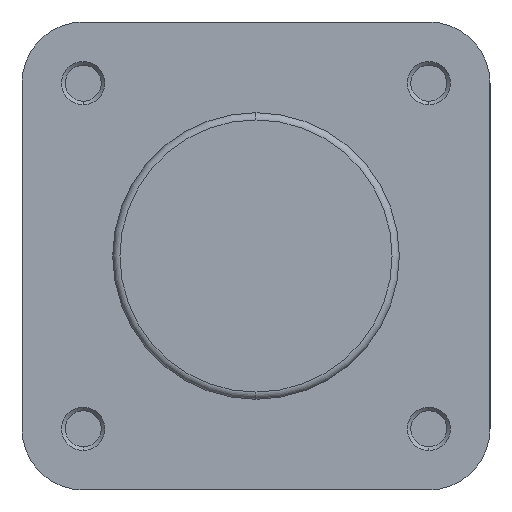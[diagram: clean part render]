
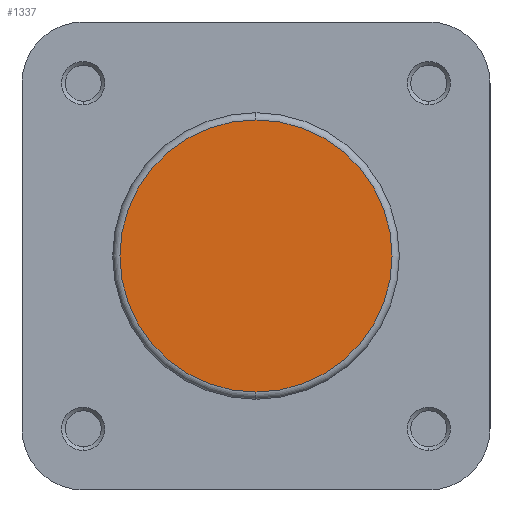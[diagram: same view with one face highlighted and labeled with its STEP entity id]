
A CAD part, left-side view. The second image highlights one B-rep face of the part: STEP entity #1337.
In plain terms, the highlighted planar face has unit normal (-1, 0, 0).
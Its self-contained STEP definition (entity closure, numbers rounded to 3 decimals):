
#29 = EDGE_LOOP ( 'NONE', ( #4328, #4816 ) ) ;
#590 = FACE_OUTER_BOUND ( 'NONE', #29, .T. ) ;
#1014 = CIRCLE ( 'NONE', #4393, 18.9 ) ;
#1060 = CIRCLE ( 'NONE', #4438, 18.9 ) ;
#1337 = ADVANCED_FACE ( 'NONE', ( #590 ), #1754, .F. ) ;
#1472 = VERTEX_POINT ( 'NONE', #2368 ) ;
#1495 = VERTEX_POINT ( 'NONE', #2387 ) ;
#1754 = PLANE ( 'NONE',  #2960 ) ;
#1757 = CARTESIAN_POINT ( 'NONE',  ( 21., 19.9, 0. ) ) ;
#1763 = DIRECTION ( 'NONE',  ( 1., 0., 0. ) ) ;
#1764 = DIRECTION ( 'NONE',  ( 0., 0., -1. ) ) ;
#2368 = CARTESIAN_POINT ( 'NONE',  ( 21., 0., -18.9 ) ) ;
#2387 = CARTESIAN_POINT ( 'NONE',  ( 21., 0., 18.9 ) ) ;
#2649 = EDGE_CURVE ( 'NONE', #1495, #1472, #1014, .T. ) ;
#2680 = EDGE_CURVE ( 'NONE', #1472, #1495, #1060, .T. ) ;
#2960 = AXIS2_PLACEMENT_3D ( 'NONE', #1757, #1763, #1764 ) ;
#3339 = CARTESIAN_POINT ( 'NONE',  ( 21., 0., 0. ) ) ;
#3340 = DIRECTION ( 'NONE',  ( -1., 0., 0. ) ) ;
#3341 = DIRECTION ( 'NONE',  ( 0., 0., -1. ) ) ;
#3411 = CARTESIAN_POINT ( 'NONE',  ( 21., 0., 0. ) ) ;
#3422 = DIRECTION ( 'NONE',  ( -1., 0., 0. ) ) ;
#3423 = DIRECTION ( 'NONE',  ( 0., 0., -1. ) ) ;
#4328 = ORIENTED_EDGE ( 'NONE', *, *, #2680, .T. ) ;
#4393 = AXIS2_PLACEMENT_3D ( 'NONE', #3339, #3340, #3341 ) ;
#4438 = AXIS2_PLACEMENT_3D ( 'NONE', #3411, #3422, #3423 ) ;
#4816 = ORIENTED_EDGE ( 'NONE', *, *, #2649, .T. ) ;
